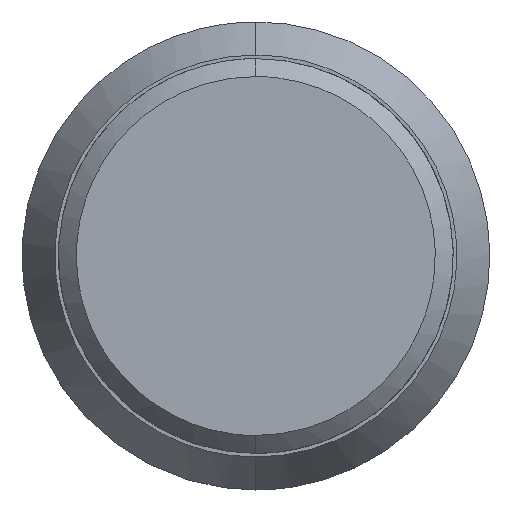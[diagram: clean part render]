
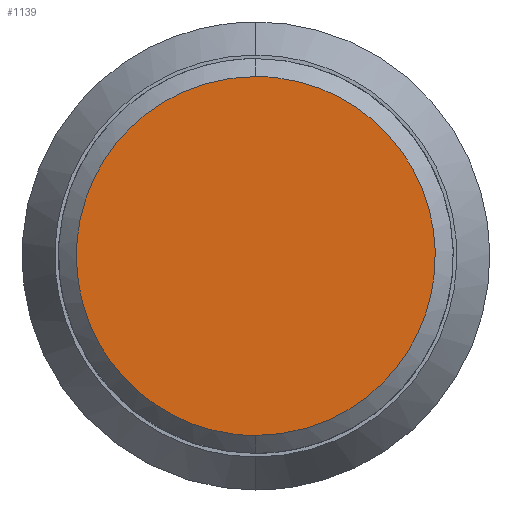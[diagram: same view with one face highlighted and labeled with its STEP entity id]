
A CAD part, front view. The second image highlights one B-rep face of the part: STEP entity #1139.
In plain terms, the highlighted free-form (B-spline) face has degree [1, 1] with [2, 2] control points.
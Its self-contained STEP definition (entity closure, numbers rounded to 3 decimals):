
#28 = CARTESIAN_POINT ( 'NONE',  ( 3.071, 0., 4. ) ) ;
#32 = CARTESIAN_POINT ( 'NONE',  ( 1.307, 0., -4.871 ) ) ;
#108 = ORIENTED_EDGE ( 'NONE', *, *, #792, .T. ) ;
#120 = CARTESIAN_POINT ( 'NONE',  ( -2.52, 0., 4.368 ) ) ;
#128 = CARTESIAN_POINT ( 'NONE',  ( -4.368, 0., 2.52 ) ) ;
#132 = CARTESIAN_POINT ( 'NONE',  ( -5., 0., -0.657 ) ) ;
#145 = CARTESIAN_POINT ( 'NONE',  ( 3.071, 0., -4. ) ) ;
#146 = VERTEX_POINT ( 'NONE', #1100 ) ;
#156 = CARTESIAN_POINT ( 'NONE',  ( 2.52, 0., 4.368 ) ) ;
#161 = CARTESIAN_POINT ( 'NONE',  ( 4.871, 0., 1.307 ) ) ;
#228 = B_SPLINE_CURVE_WITH_KNOTS ( 'NONE', 3,
 ( #879, #904, #497, #120, #1007, #1400, #128, #1003, #1281, #132, #1538, #628, #759, #1290, #777, #1311, #1297, #1301 ),
 .UNSPECIFIED., .F., .F.,
 ( 4, 2, 2, 2, 2, 2, 2, 2, 4 ),
 ( 0., 0.393, 0.785, 1.178, 1.571, 1.963, 2.356, 2.749, 3.142 ),
 .UNSPECIFIED. ) ;
#271 = FACE_OUTER_BOUND ( 'NONE', #1170, .T. ) ;
#283 = CARTESIAN_POINT ( 'NONE',  ( 1.307, 0., 4.871 ) ) ;
#310 = CARTESIAN_POINT ( 'NONE',  ( -5.06, 0., 5.06 ) ) ;
#313 = CARTESIAN_POINT ( 'NONE',  ( 0., 0., -5. ) ) ;
#404 = CARTESIAN_POINT ( 'NONE',  ( 0.657, 0., -5. ) ) ;
#417 = CARTESIAN_POINT ( 'NONE',  ( 4., 0., 3.071 ) ) ;
#497 = CARTESIAN_POINT ( 'NONE',  ( -1.307, 0., 4.871 ) ) ;
#527 = CARTESIAN_POINT ( 'NONE',  ( 0.657, 0., 5. ) ) ;
#563 = CARTESIAN_POINT ( 'NONE',  ( 5.06, 0., 5.06 ) ) ;
#628 = CARTESIAN_POINT ( 'NONE',  ( -4.368, 0., -2.52 ) ) ;
#630 = VERTEX_POINT ( 'NONE', #313 ) ;
#667 = CARTESIAN_POINT ( 'NONE',  ( 5., 0., 0.657 ) ) ;
#672 = CARTESIAN_POINT ( 'NONE',  ( 5., 0., -0.657 ) ) ;
#759 = CARTESIAN_POINT ( 'NONE',  ( -4., 0., -3.071 ) ) ;
#777 = CARTESIAN_POINT ( 'NONE',  ( -2.52, 0., -4.368 ) ) ;
#785 = CARTESIAN_POINT ( 'NONE',  ( 2.52, 0., -4.368 ) ) ;
#792 = EDGE_CURVE ( 'NONE', #146, #630, #228, .T. ) ;
#804 = CARTESIAN_POINT ( 'NONE',  ( 4., 0., -3.071 ) ) ;
#806 = CARTESIAN_POINT ( 'NONE',  ( -5.06, 0., -5.06 ) ) ;
#824 = ORIENTED_EDGE ( 'NONE', *, *, #1528, .T. ) ;
#879 = CARTESIAN_POINT ( 'NONE',  ( 0., 0., 5. ) ) ;
#904 = CARTESIAN_POINT ( 'NONE',  ( -0.657, 0., 5. ) ) ;
#931 = CARTESIAN_POINT ( 'NONE',  ( 0., 0., -5. ) ) ;
#1003 = CARTESIAN_POINT ( 'NONE',  ( -4.871, 0., 1.307 ) ) ;
#1007 = CARTESIAN_POINT ( 'NONE',  ( -3.071, 0., 4. ) ) ;
#1100 = CARTESIAN_POINT ( 'NONE',  ( 0., 0., 5. ) ) ;
#1139 = ADVANCED_FACE ( 'NONE', ( #271 ), #1448, .T. ) ;
#1168 = B_SPLINE_CURVE_WITH_KNOTS ( 'NONE', 3,
 ( #931, #404, #32, #785, #145, #804, #1460, #1449, #672, #667, #161, #1568, #417, #28, #156, #283, #527, #1189 ),
 .UNSPECIFIED., .F., .F.,
 ( 4, 2, 2, 2, 2, 2, 2, 2, 4 ),
 ( 0., 0.393, 0.785, 1.178, 1.571, 1.963, 2.356, 2.749, 3.142 ),
 .UNSPECIFIED. ) ;
#1170 = EDGE_LOOP ( 'NONE', ( #108, #824 ) ) ;
#1189 = CARTESIAN_POINT ( 'NONE',  ( 0., 0., 5. ) ) ;
#1281 = CARTESIAN_POINT ( 'NONE',  ( -5., 0., 0.657 ) ) ;
#1290 = CARTESIAN_POINT ( 'NONE',  ( -3.071, 0., -4. ) ) ;
#1297 = CARTESIAN_POINT ( 'NONE',  ( -0.657, 0., -5. ) ) ;
#1301 = CARTESIAN_POINT ( 'NONE',  ( 0., 0., -5. ) ) ;
#1311 = CARTESIAN_POINT ( 'NONE',  ( -1.307, 0., -4.871 ) ) ;
#1400 = CARTESIAN_POINT ( 'NONE',  ( -4., 0., 3.071 ) ) ;
#1448 = B_SPLINE_SURFACE_WITH_KNOTS ( 'NONE', 1, 1, ( 
 ( #310, #563 ),
 ( #806, #1583 ) ),
 .UNSPECIFIED., .F., .F., .F.,
 ( 2, 2 ),
 ( 2, 2 ),
 ( 0., 1. ),
 ( 0., 1. ),
 .UNSPECIFIED. ) ;
#1449 = CARTESIAN_POINT ( 'NONE',  ( 4.871, 0., -1.307 ) ) ;
#1460 = CARTESIAN_POINT ( 'NONE',  ( 4.368, 0., -2.52 ) ) ;
#1528 = EDGE_CURVE ( 'NONE', #630, #146, #1168, .T. ) ;
#1538 = CARTESIAN_POINT ( 'NONE',  ( -4.871, 0., -1.307 ) ) ;
#1568 = CARTESIAN_POINT ( 'NONE',  ( 4.368, 0., 2.52 ) ) ;
#1583 = CARTESIAN_POINT ( 'NONE',  ( 5.06, 0., -5.06 ) ) ;
